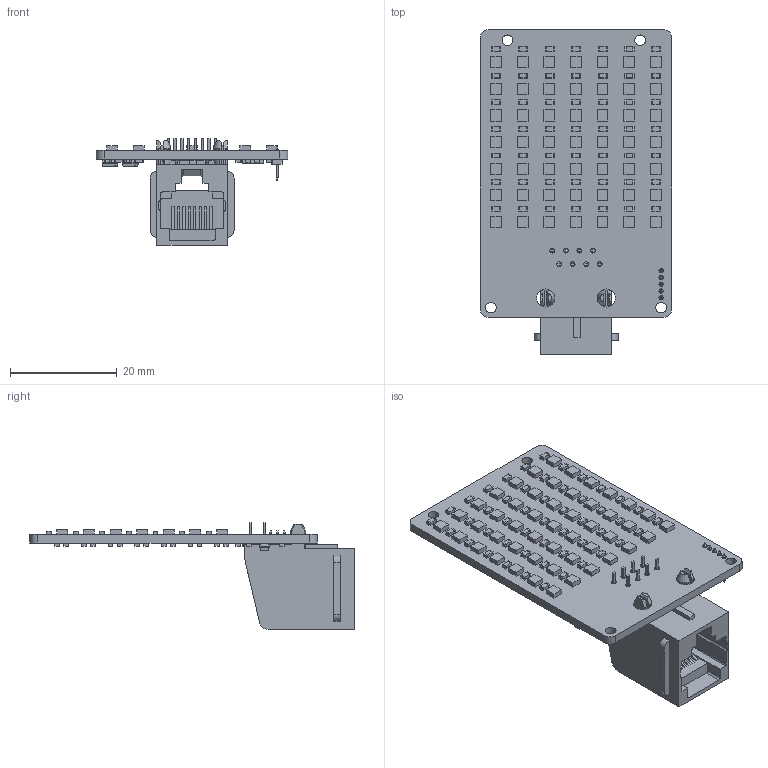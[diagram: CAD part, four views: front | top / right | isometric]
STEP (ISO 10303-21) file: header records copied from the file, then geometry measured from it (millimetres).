
FILE_DESCRIPTION(('Open CASCADE Model'),'2;1');
FILE_NAME('Open CASCADE Shape Model','2020-02-27T15:32:08',('Author'),( 'Open CASCADE'),'Open CASCADE STEP processor 6.8','Open CASCADE 6.8' ,'Unknown');
FILE_SCHEMA(('AUTOMOTIVE_DESIGN { 1 0 10303 214 1 1 1 1 }'));
Length unit declared in the file: millimetre
Products named in the file (240): PCB; Board; C108; 5853374848; Extruded; 5853374464; C107; U200_U_LedMatrixPixel49; 5853377152; U200_U_LedMatrixPixel48; U200_U_LedMatrixPixel47; U200_U_LedMatrixPixel46; U200_U_LedMatrixPixel45; U200_U_LedMatrixPixel44; U200_U_LedMatrixPixel43; U200_U_LedMatrixPixel42; U200_U_LedMatrixPixel41; U200_U_LedMatrixPixel40; U200_U_LedMatrixPixel39; U200_U_LedMatrixPixel38; U200_U_LedMatrixPixel37; U200_U_LedMatrixPixel36; U200_U_LedMatrixPixel35; U200_U_LedMatrixPixel34; U200_U_LedMatrixPixel33; U200_U_LedMatrixPixel32; U200_U_LedMatrixPixel31; U200_U_LedMatrixPixel30; U200_U_LedMatrixPixel29; U200_U_LedMatrixPixel28; U200_U_LedMatrixPixel27; U200_U_LedMatrixPixel26; U200_U_LedMatrixPixel25; U200_U_LedMatrixPixel24; U200_U_LedMatrixPixel23; U200_U_LedMatrixPixel22; U200_U_LedMatrixPixel21; U200_U_LedMatrixPixel20; U200_U_LedMatrixPixel19; U200_U_LedMatrixPixel18 ...
Assembly tree (790 placements, depth 5):
  PCB
    Board
    C108
      5853374848  x2
        Extruded
      5853374464
        Extruded
    C107
      5853374848  x2
        Extruded
      5853374464
        Extruded
    U200_U_LedMatrixPixel49
      5853377152
        Extruded
    U200_U_LedMatrixPixel48
      5853377152
        Extruded
    U200_U_LedMatrixPixel47
      5853377152
        Extruded
    U200_U_LedMatrixPixel46
      5853377152
        Extruded
    U200_U_LedMatrixPixel45
      5853377152
        Extruded
    U200_U_LedMatrixPixel44
      5853377152
        Extruded
    U200_U_LedMatrixPixel43
      5853377152
        Extruded
    U200_U_LedMatrixPixel42
      5853377152
        Extruded
    U200_U_LedMatrixPixel41
      5853377152
        Extruded
    U200_U_LedMatrixPixel40
      5853377152
        Extruded
    U200_U_LedMatrixPixel39
      5853377152
        Extruded
    U200_U_LedMatrixPixel38
      5853377152
        Extruded
    U200_U_LedMatrixPixel37
      5853377152
        Extruded
    U200_U_LedMatrixPixel36
      5853377152
        Extruded
    U200_U_LedMatrixPixel35
      5853377152
        Extruded
    U200_U_LedMatrixPixel34
      5853377152
        Extruded
Bounding box: 35.93 x 60.93 x 20.02 mm (x, y, z)
Volume: 5796 mm3; surface area: 9212.8 mm2
Topology: 573 solids, 574 shells, 4083 faces, 8463 edges, 5550 vertices
Faces by surface type: plane 3958, cylinder 119, cone 6
Full cylindrical faces by diameter (mm): 0.194 x2, 0.5 x1, 0.8 x5, 0.9 x8, 2 x4, 3.4 x2
Entity records: 24028 total; most frequent: DIRECTION 4049, CARTESIAN_POINT 3494, ORIENTED_EDGE 2565, AXIS2_PLACEMENT_3D 1485, EDGE_CURVE 1283, LINE 1079, VECTOR 1079, PRODUCT_DEFINITION_SHAPE 1030
